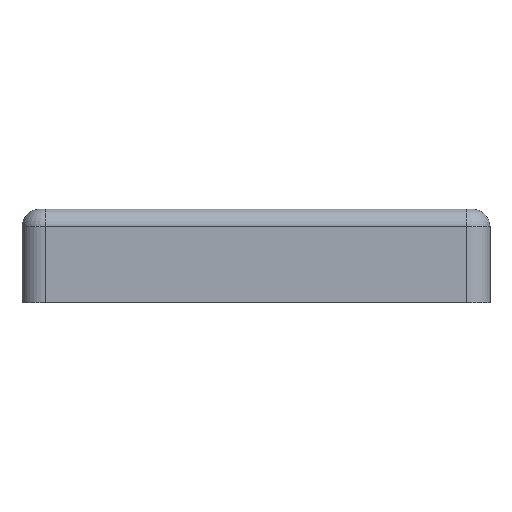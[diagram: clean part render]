
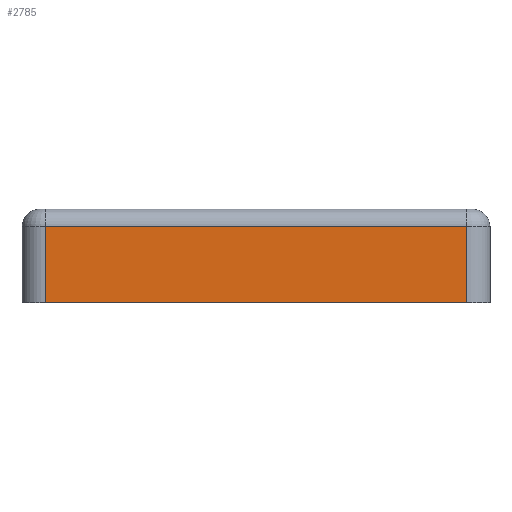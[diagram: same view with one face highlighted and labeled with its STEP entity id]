
A CAD part, left-side view. The second image highlights one B-rep face of the part: STEP entity #2785.
In plain terms, the highlighted planar face has unit normal (-1, 0, 0).
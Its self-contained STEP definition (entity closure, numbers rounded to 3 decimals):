
#391 = EDGE_LOOP ( 'NONE', ( #3124, #3158, #4287, #3167 ) ) ;
#455 = PLANE ( 'NONE',  #1806 ) ;
#472 = DIRECTION ( 'NONE',  ( 0., 0., -1. ) ) ;
#598 = CARTESIAN_POINT ( 'NONE',  ( -40., 36., 16. ) ) ;
#1054 = DIRECTION ( 'NONE',  ( 0., 0., -1. ) ) ;
#1058 = DIRECTION ( 'NONE',  ( 1., 0., 0. ) ) ;
#1151 = CARTESIAN_POINT ( 'NONE',  ( -40., -40., 16. ) ) ;
#1806 = AXIS2_PLACEMENT_3D ( 'NONE', #1151, #1058, #1054 ) ;
#2064 = VERTEX_POINT ( 'NONE', #4796 ) ;
#2180 = VERTEX_POINT ( 'NONE', #4917 ) ;
#2306 = VERTEX_POINT ( 'NONE', #5043 ) ;
#2307 = VERTEX_POINT ( 'NONE', #5044 ) ;
#2785 = ADVANCED_FACE ( 'NONE', ( #3840 ), #455, .F. ) ;
#2916 = EDGE_CURVE ( 'NONE', #2180, #2306, #5254, .T. ) ;
#3007 = EDGE_CURVE ( 'NONE', #2064, #2307, #5381, .T. ) ;
#3071 = EDGE_CURVE ( 'NONE', #2307, #2180, #5461, .T. ) ;
#3085 = EDGE_CURVE ( 'NONE', #2306, #2064, #5480, .T. ) ;
#3124 = ORIENTED_EDGE ( 'NONE', *, *, #3007, .T. ) ;
#3158 = ORIENTED_EDGE ( 'NONE', *, *, #3071, .T. ) ;
#3167 = ORIENTED_EDGE ( 'NONE', *, *, #3085, .T. ) ;
#3840 = FACE_OUTER_BOUND ( 'NONE', #391, .T. ) ;
#4287 = ORIENTED_EDGE ( 'NONE', *, *, #2916, .T. ) ;
#4796 = CARTESIAN_POINT ( 'NONE',  ( -40., -36., 0. ) ) ;
#4917 = CARTESIAN_POINT ( 'NONE',  ( -40., 36., 13. ) ) ;
#5043 = CARTESIAN_POINT ( 'NONE',  ( -40., 36., 0. ) ) ;
#5044 = CARTESIAN_POINT ( 'NONE',  ( -40., -36., 13. ) ) ;
#5254 = LINE ( 'NONE', #598, #5259 ) ;
#5259 = VECTOR ( 'NONE', #472, 1000. ) ;
#5381 = LINE ( 'NONE', #5747, #5383 ) ;
#5383 = VECTOR ( 'NONE', #6296, 1000. ) ;
#5461 = LINE ( 'NONE', #6287, #5463 ) ;
#5463 = VECTOR ( 'NONE', #6228, 1000. ) ;
#5480 = LINE ( 'NONE', #6114, #5482 ) ;
#5482 = VECTOR ( 'NONE', #5979, 1000. ) ;
#5747 = CARTESIAN_POINT ( 'NONE',  ( -40., -36., 16. ) ) ;
#5979 = DIRECTION ( 'NONE',  ( 0., -1., 0. ) ) ;
#6114 = CARTESIAN_POINT ( 'NONE',  ( -40., -40., 0. ) ) ;
#6228 = DIRECTION ( 'NONE',  ( 0., 1., 0. ) ) ;
#6287 = CARTESIAN_POINT ( 'NONE',  ( -40., 36., 13. ) ) ;
#6296 = DIRECTION ( 'NONE',  ( 0., 0., 1. ) ) ;
